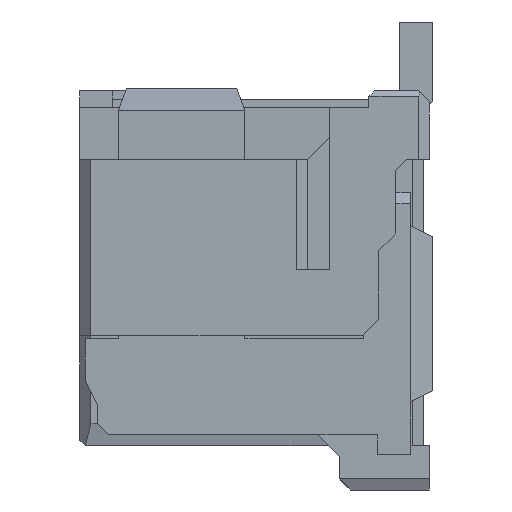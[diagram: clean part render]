
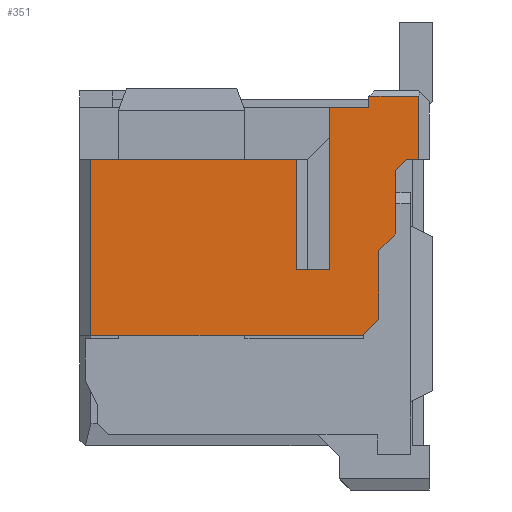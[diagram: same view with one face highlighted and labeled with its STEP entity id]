
A CAD part, left-side view. The second image highlights one B-rep face of the part: STEP entity #351.
In plain terms, the highlighted planar face has unit normal (-1, 0, 0).
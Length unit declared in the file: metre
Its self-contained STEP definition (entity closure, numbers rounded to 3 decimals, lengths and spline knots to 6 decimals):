
#351 = ADVANCED_FACE( '', ( #1164 ), #1165, .T. );
#1164 = FACE_OUTER_BOUND( '', #2177, .T. );
#1165 = PLANE( '', #2178 );
#2177 = EDGE_LOOP( '', ( #5194, #5195, #5196, #5197, #5198, #5199, #5200, #5201, #5202, #5203, #5204, #5205, #5206, #5207, #5208, #5209 ) );
#2178 = AXIS2_PLACEMENT_3D( '', #5210, #5211, #5212 );
#5194 = ORIENTED_EDGE( '', *, *, #8121, .T. );
#5195 = ORIENTED_EDGE( '', *, *, #8267, .F. );
#5196 = ORIENTED_EDGE( '', *, *, #8276, .F. );
#5197 = ORIENTED_EDGE( '', *, *, #8238, .F. );
#5198 = ORIENTED_EDGE( '', *, *, #8277, .F. );
#5199 = ORIENTED_EDGE( '', *, *, #8084, .F. );
#5200 = ORIENTED_EDGE( '', *, *, #8133, .F. );
#5201 = ORIENTED_EDGE( '', *, *, #8278, .T. );
#5202 = ORIENTED_EDGE( '', *, *, #7689, .T. );
#5203 = ORIENTED_EDGE( '', *, *, #8226, .T. );
#5204 = ORIENTED_EDGE( '', *, *, #8279, .T. );
#5205 = ORIENTED_EDGE( '', *, *, #8221, .T. );
#5206 = ORIENTED_EDGE( '', *, *, #7706, .T. );
#5207 = ORIENTED_EDGE( '', *, *, #7666, .T. );
#5208 = ORIENTED_EDGE( '', *, *, #7655, .F. );
#5209 = ORIENTED_EDGE( '', *, *, #7959, .T. );
#5210 = CARTESIAN_POINT( '', ( -0.00665, 0., 0.000445 ) );
#5211 = DIRECTION( '', ( -1., 0., 0. ) );
#5212 = DIRECTION( '', ( 0., 0., 1. ) );
#7655 = EDGE_CURVE( '', #9647, #9649, #9650, .T. );
#7666 = EDGE_CURVE( '', #9667, #9649, #9669, .T. );
#7689 = EDGE_CURVE( '', #9712, #9710, #9713, .T. );
#7706 = EDGE_CURVE( '', #9737, #9667, #9741, .T. );
#7959 = EDGE_CURVE( '', #9647, #10171, #10172, .T. );
#8084 = EDGE_CURVE( '', #10359, #10361, #10362, .T. );
#8121 = EDGE_CURVE( '', #10171, #10416, #10418, .T. );
#8133 = EDGE_CURVE( '', #10437, #10359, #10438, .T. );
#8221 = EDGE_CURVE( '', #10569, #9737, #10577, .T. );
#8226 = EDGE_CURVE( '', #9710, #10583, #10585, .T. );
#8238 = EDGE_CURVE( '', #10601, #10603, #10604, .T. );
#8267 = EDGE_CURVE( '', #10646, #10416, #10648, .T. );
#8276 = EDGE_CURVE( '', #10603, #10646, #10661, .T. );
#8277 = EDGE_CURVE( '', #10361, #10601, #10662, .T. );
#8278 = EDGE_CURVE( '', #10437, #9712, #10663, .T. );
#8279 = EDGE_CURVE( '', #10583, #10569, #10664, .T. );
#9647 = VERTEX_POINT( '', #12740 );
#9649 = VERTEX_POINT( '', #12743 );
#9650 = LINE( '', #12744, #12745 );
#9667 = VERTEX_POINT( '', #12771 );
#9669 = LINE( '', #12774, #12775 );
#9710 = VERTEX_POINT( '', #12837 );
#9712 = VERTEX_POINT( '', #12840 );
#9713 = LINE( '', #12841, #12842 );
#9737 = VERTEX_POINT( '', #12880 );
#9741 = LINE( '', #12886, #12887 );
#10171 = VERTEX_POINT( '', #13541 );
#10172 = LINE( '', #13542, #13543 );
#10359 = VERTEX_POINT( '', #13852 );
#10361 = VERTEX_POINT( '', #13855 );
#10362 = LINE( '', #13856, #13857 );
#10416 = VERTEX_POINT( '', #13944 );
#10418 = LINE( '', #13947, #13948 );
#10437 = VERTEX_POINT( '', #13977 );
#10438 = LINE( '', #13978, #13979 );
#10569 = VERTEX_POINT( '', #14185 );
#10577 = LINE( '', #14197, #14198 );
#10583 = VERTEX_POINT( '', #14207 );
#10585 = LINE( '', #14210, #14211 );
#10601 = VERTEX_POINT( '', #14236 );
#10603 = VERTEX_POINT( '', #14239 );
#10604 = LINE( '', #14240, #14241 );
#10646 = VERTEX_POINT( '', #14310 );
#10648 = LINE( '', #14313, #14314 );
#10661 = LINE( '', #14335, #14336 );
#10662 = LINE( '', #14337, #14338 );
#10663 = LINE( '', #14339, #14340 );
#10664 = LINE( '', #14341, #14342 );
#12740 = CARTESIAN_POINT( '', ( -0.00665, 0.0024, 0.00282 ) );
#12743 = CARTESIAN_POINT( '', ( -0.00665, -0.00133, 0.00282 ) );
#12744 = CARTESIAN_POINT( '', ( -0.00665, 0.0024, 0.00282 ) );
#12745 = VECTOR( '', #15538, 1. );
#12771 = CARTESIAN_POINT( '', ( -0.00665, -0.00133, 0.00082 ) );
#12774 = CARTESIAN_POINT( '', ( -0.00665, -0.00133, 0.00082 ) );
#12775 = VECTOR( '', #15549, 1. );
#12837 = CARTESIAN_POINT( '', ( -0.00665, -0.00265, 0.00397 ) );
#12840 = CARTESIAN_POINT( '', ( -0.00665, -0.00355, 0.00397 ) );
#12841 = CARTESIAN_POINT( '', ( -0.00665, -0.00355, 0.00397 ) );
#12842 = VECTOR( '', #15572, 1. );
#12880 = CARTESIAN_POINT( '', ( -0.00665, -0.00193, 0.00082 ) );
#12886 = CARTESIAN_POINT( '', ( -0.00665, -0.00193, 0.00082 ) );
#12887 = VECTOR( '', #15589, 1. );
#13541 = CARTESIAN_POINT( '', ( -0.00665, 0.0024, -0.00038 ) );
#13542 = CARTESIAN_POINT( '', ( -0.00665, 0.0024, 0.00282 ) );
#13543 = VECTOR( '', #15898, 1. );
#13852 = CARTESIAN_POINT( '', ( -0.00665, -0.00333, 0.00282 ) );
#13855 = CARTESIAN_POINT( '', ( -0.00665, -0.00313, 0.00262 ) );
#13856 = CARTESIAN_POINT( '', ( -0.00665, -0.00333, 0.00282 ) );
#13857 = VECTOR( '', #16030, 1. );
#13944 = CARTESIAN_POINT( '', ( -0.00665, -0.00253, -0.00038 ) );
#13947 = CARTESIAN_POINT( '', ( -0.00665, 0.0024, -0.00038 ) );
#13948 = VECTOR( '', #16071, 1. );
#13977 = CARTESIAN_POINT( '', ( -0.00665, -0.00355, 0.00282 ) );
#13978 = CARTESIAN_POINT( '', ( -0.00665, -0.00355, 0.00282 ) );
#13979 = VECTOR( '', #16085, 1. );
#14185 = CARTESIAN_POINT( '', ( -0.00665, -0.00193, 0.00377 ) );
#14197 = CARTESIAN_POINT( '', ( -0.00665, -0.00193, 0.00377 ) );
#14198 = VECTOR( '', #16189, 1. );
#14207 = CARTESIAN_POINT( '', ( -0.00665, -0.00265, 0.00377 ) );
#14210 = CARTESIAN_POINT( '', ( -0.00665, -0.00265, 0.00397 ) );
#14211 = VECTOR( '', #16194, 1. );
#14236 = CARTESIAN_POINT( '', ( -0.00665, -0.00313, 0.00147 ) );
#14239 = CARTESIAN_POINT( '', ( -0.00665, -0.00283, 0.00117 ) );
#14240 = CARTESIAN_POINT( '', ( -0.00665, -0.00313, 0.00147 ) );
#14241 = VECTOR( '', #16208, 1. );
#14310 = CARTESIAN_POINT( '', ( -0.00665, -0.00283, -0.00008 ) );
#14313 = CARTESIAN_POINT( '', ( -0.00665, -0.00283, -0.00008 ) );
#14314 = VECTOR( '', #16237, 1. );
#14335 = CARTESIAN_POINT( '', ( -0.00665, -0.00283, 0.00117 ) );
#14336 = VECTOR( '', #16246, 1. );
#14337 = CARTESIAN_POINT( '', ( -0.00665, -0.00313, 0.00262 ) );
#14338 = VECTOR( '', #16247, 1. );
#14339 = CARTESIAN_POINT( '', ( -0.00665, -0.00355, 0.00282 ) );
#14340 = VECTOR( '', #16248, 1. );
#14341 = CARTESIAN_POINT( '', ( -0.00665, -0.00265, 0.00377 ) );
#14342 = VECTOR( '', #16249, 1. );
#15538 = DIRECTION( '', ( 0., -1., 0. ) );
#15549 = DIRECTION( '', ( 0., 0., 1. ) );
#15572 = DIRECTION( '', ( 0., 1., 0. ) );
#15589 = DIRECTION( '', ( 0., 1., 0. ) );
#15898 = DIRECTION( '', ( 0., 0., -1. ) );
#16030 = DIRECTION( '', ( 0., 0.707, -0.707 ) );
#16071 = DIRECTION( '', ( 0., -1., 0. ) );
#16085 = DIRECTION( '', ( 0., 1., 0. ) );
#16189 = DIRECTION( '', ( 0., 0., -1. ) );
#16194 = DIRECTION( '', ( 0., 0., -1. ) );
#16208 = DIRECTION( '', ( 0., 0.707, -0.707 ) );
#16237 = DIRECTION( '', ( 0., 0.707, -0.707 ) );
#16246 = DIRECTION( '', ( 0., 0., -1. ) );
#16247 = DIRECTION( '', ( 0., 0., -1. ) );
#16248 = DIRECTION( '', ( 0., 0., 1. ) );
#16249 = DIRECTION( '', ( 0., 1., 0. ) );
